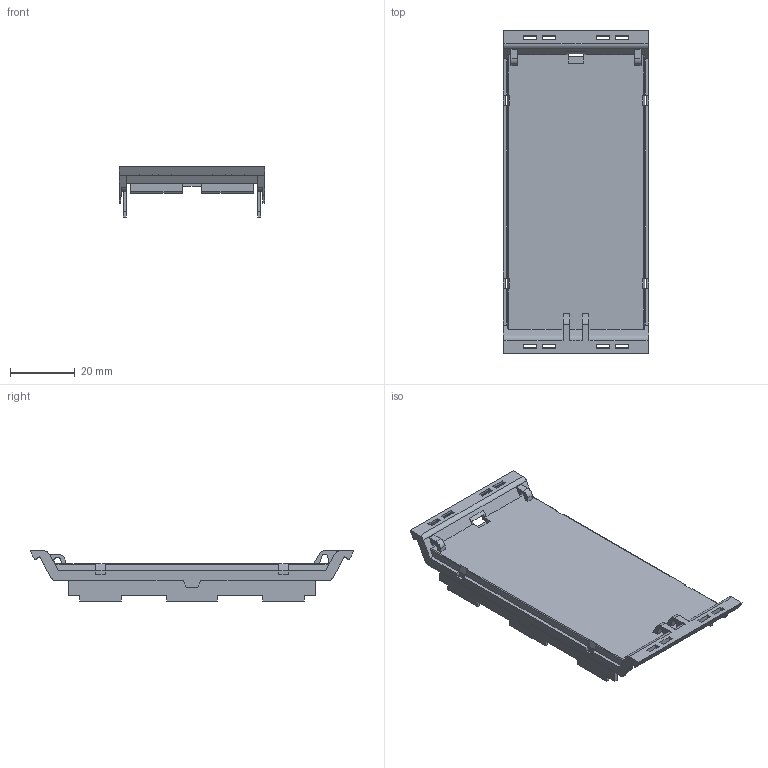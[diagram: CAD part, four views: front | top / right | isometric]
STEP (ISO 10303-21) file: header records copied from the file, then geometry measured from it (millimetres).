
FILE_DESCRIPTION(('CATIA V5R24 STEP','CAx-IF Rec.Pracs.--- Model Styling and Organization---1.2---2011-12-15'),'2;1');
FILE_NAME ('12458594_2', '2018-01-19T10:55:47+00:00', ('Weidmueller Interface'), ('Weidmueller'), 'CATIA Version 5-6 Release 2014 SP4', 'CATIA V5 STEP AP214', 'none');
FILE_SCHEMA(('AUTOMOTIVE_DESIGN { 1 0 10303 214 1 1 1 1 }'));
Length unit declared in the file: millimetre
Products named in the file (1): 1164720000
Bounding box: 45 x 100 x 15.5 mm (x, y, z)
Volume: 7219 mm3; surface area: 14105.5 mm2
Topology: 1 solids, 1 shells, 293 faces, 1130 edges, 821 vertices
Faces by surface type: plane 233, cylinder 54, extrusion 6
Entity records: 11875 total; most frequent: CARTESIAN_POINT 2470, ORIENTED_EDGE 2260, DIRECTION 1406, EDGE_CURVE 1130, VECTOR 892, LINE 886, VERTEX_POINT 821, AXIS2_PLACEMENT_3D 343
